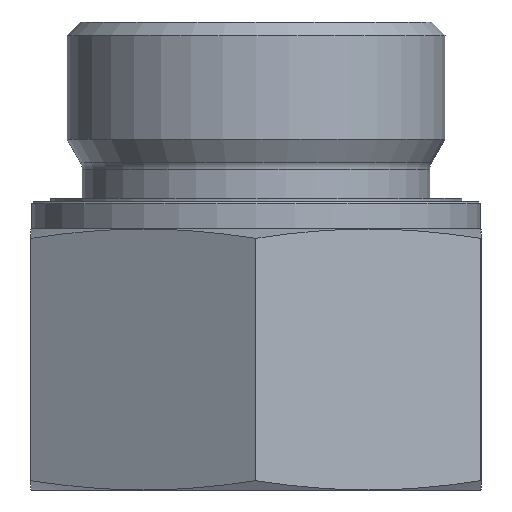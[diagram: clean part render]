
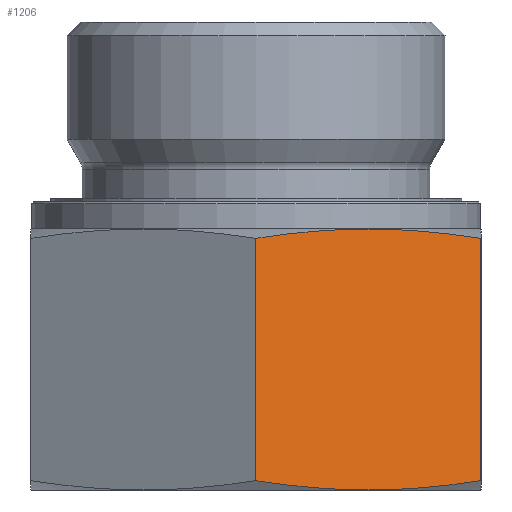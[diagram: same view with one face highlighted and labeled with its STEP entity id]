
A CAD part, front view. The second image highlights one B-rep face of the part: STEP entity #1206.
In plain terms, the highlighted planar face has unit normal (0.499, -0.866, 0).
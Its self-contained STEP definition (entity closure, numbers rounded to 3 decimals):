
#234=CARTESIAN_POINT('',(-0.02,-28.868,1.036));
#235=VERTEX_POINT('',#234);
#236=CARTESIAN_POINT('',(12.485,-21.659,0.));
#237=VERTEX_POINT('',#236);
#238=CARTESIAN_POINT('',(-0.02,-28.868,1.036));
#239=CARTESIAN_POINT('',(6.681,-25.005,0.));
#240=CARTESIAN_POINT('',(12.485,-21.659,0.));
#248=(BOUNDED_CURVE()B_SPLINE_CURVE(2,(#238,#239,#240),.UNSPECIFIED.,.F.,.U.)B_SPLINE_CURVE_WITH_KNOTS((3,3),(0.387,1.884),.UNSPECIFIED.)CURVE()GEOMETRIC_REPRESENTATION_ITEM()RATIONAL_B_SPLINE_CURVE((1.02,1.048,1.0))REPRESENTATION_ITEM(''));
#249=EDGE_CURVE('',#235,#237,#248,.T.);
#369=CARTESIAN_POINT('',(24.99,-14.451,1.036));
#370=VERTEX_POINT('',#369);
#384=CARTESIAN_POINT('',(12.485,-21.659,0.));
#385=CARTESIAN_POINT('',(18.288,-18.314,0.));
#386=CARTESIAN_POINT('',(24.99,-14.451,1.036));
#394=(BOUNDED_CURVE()B_SPLINE_CURVE(2,(#384,#385,#386),.UNSPECIFIED.,.F.,.U.)B_SPLINE_CURVE_WITH_KNOTS((3,3),(1.884,3.381),.UNSPECIFIED.)CURVE()GEOMETRIC_REPRESENTATION_ITEM()RATIONAL_B_SPLINE_CURVE((1.0,1.048,1.02))REPRESENTATION_ITEM(''));
#395=EDGE_CURVE('',#237,#370,#394,.T.);
#752=CARTESIAN_POINT('',(24.99,-14.451,27.964));
#753=VERTEX_POINT('',#752);
#754=CARTESIAN_POINT('',(12.485,-21.659,29.));
#755=VERTEX_POINT('',#754);
#756=CARTESIAN_POINT('',(24.99,-14.451,27.964));
#757=CARTESIAN_POINT('',(18.288,-18.314,29.));
#758=CARTESIAN_POINT('',(12.485,-21.659,29.));
#766=(BOUNDED_CURVE()B_SPLINE_CURVE(2,(#756,#757,#758),.UNSPECIFIED.,.F.,.U.)B_SPLINE_CURVE_WITH_KNOTS((3,3),(0.387,1.884),.UNSPECIFIED.)CURVE()GEOMETRIC_REPRESENTATION_ITEM()RATIONAL_B_SPLINE_CURVE((1.02,1.048,1.0))REPRESENTATION_ITEM(''));
#767=EDGE_CURVE('',#753,#755,#766,.T.);
#847=CARTESIAN_POINT('',(-0.02,-28.868,27.964));
#848=VERTEX_POINT('',#847);
#862=CARTESIAN_POINT('',(12.485,-21.659,29.));
#863=CARTESIAN_POINT('',(6.681,-25.005,29.));
#864=CARTESIAN_POINT('',(-0.02,-28.868,27.964));
#872=(BOUNDED_CURVE()B_SPLINE_CURVE(2,(#862,#863,#864),.UNSPECIFIED.,.F.,.U.)B_SPLINE_CURVE_WITH_KNOTS((3,3),(1.884,3.381),.UNSPECIFIED.)CURVE()GEOMETRIC_REPRESENTATION_ITEM()RATIONAL_B_SPLINE_CURVE((1.0,1.048,1.02))REPRESENTATION_ITEM(''));
#873=EDGE_CURVE('',#755,#848,#872,.T.);
#1178=CARTESIAN_POINT('',(24.99,-14.451,1.036));
#1179=DIRECTION('',(0.0,0.0,1.0));
#1180=VECTOR('',#1179,26.927);
#1181=LINE('',#1178,#1180);
#1182=EDGE_CURVE('',#370,#753,#1181,.T.);
#1188=CARTESIAN_POINT('',(24.99,-14.451,0.0));
#1189=DIRECTION('',(0.499,-0.866,0.0));
#1190=DIRECTION('',(0.0,0.0,-1.0));
#1191=AXIS2_PLACEMENT_3D('',#1188,#1189,#1190);
#1192=PLANE('',#1191);
#1193=ORIENTED_EDGE('',*,*,#395,.T.);
#1194=ORIENTED_EDGE('',*,*,#1182,.T.);
#1195=ORIENTED_EDGE('',*,*,#767,.T.);
#1196=ORIENTED_EDGE('',*,*,#873,.T.);
#1197=CARTESIAN_POINT('',(-0.02,-28.868,1.036));
#1198=DIRECTION('',(0.0,0.0,1.0));
#1199=VECTOR('',#1198,26.927);
#1200=LINE('',#1197,#1199);
#1201=EDGE_CURVE('',#235,#848,#1200,.T.);
#1202=ORIENTED_EDGE('',*,*,#1201,.F.);
#1203=ORIENTED_EDGE('',*,*,#249,.T.);
#1204=EDGE_LOOP('',(#1193,#1194,#1195,#1196,#1202,#1203));
#1205=FACE_OUTER_BOUND('',#1204,.T.);
#1206=ADVANCED_FACE('',(#1205),#1192,.T.);
